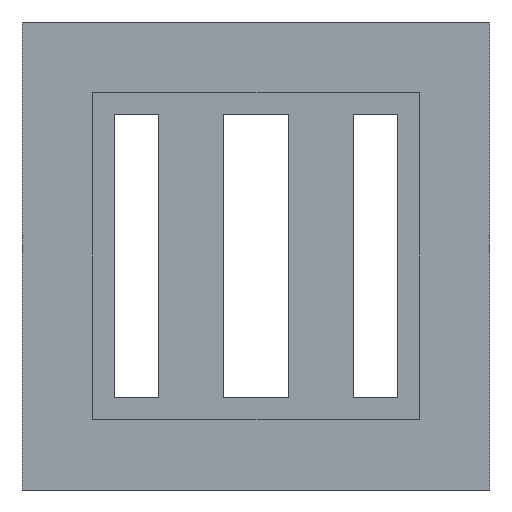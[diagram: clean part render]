
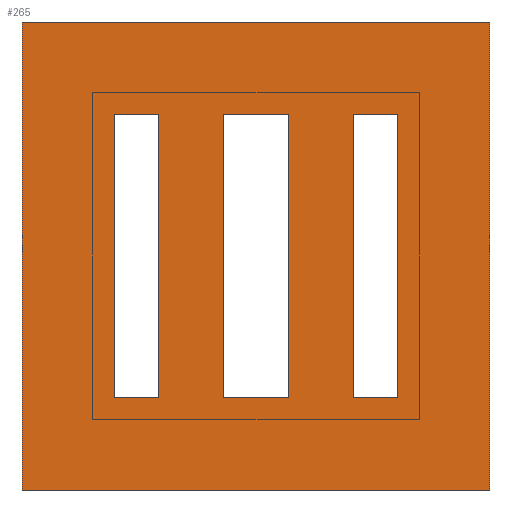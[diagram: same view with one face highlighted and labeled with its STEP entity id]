
A CAD part, front view. The second image highlights one B-rep face of the part: STEP entity #265.
In plain terms, the highlighted planar face has unit normal (0, -1, 0).
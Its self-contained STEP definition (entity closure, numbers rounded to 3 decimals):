
#32 = ORIENTED_EDGE ( 'NONE', *, *, #177, .T. ) ;
#33 = ORIENTED_EDGE ( 'NONE', *, *, #66, .F. ) ;
#34 = EDGE_CURVE ( 'NONE', #144, #178, #443, .T. ) ;
#35 = VERTEX_POINT ( 'NONE', #439 ) ;
#37 = EDGE_CURVE ( 'NONE', #35, #40, #438, .T. ) ;
#38 = ORIENTED_EDGE ( 'NONE', *, *, #37, .F. ) ;
#40 = VERTEX_POINT ( 'NONE', #497 ) ;
#42 = ORIENTED_EDGE ( 'NONE', *, *, #48, .F. ) ;
#43 = VERTEX_POINT ( 'NONE', #495 ) ;
#44 = EDGE_LOOP ( 'NONE', ( #42, #45, #38, #33 ) ) ;
#45 = ORIENTED_EDGE ( 'NONE', *, *, #47, .F. ) ;
#46 = VERTEX_POINT ( 'NONE', #494 ) ;
#47 = EDGE_CURVE ( 'NONE', #40, #46, #493, .T. ) ;
#48 = EDGE_CURVE ( 'NONE', #46, #43, #489, .T. ) ;
#50 = EDGE_CURVE ( 'NONE', #235, #193, #485, .T. ) ;
#51 = ORIENTED_EDGE ( 'NONE', *, *, #50, .T. ) ;
#52 = ORIENTED_EDGE ( 'NONE', *, *, #234, .F. ) ;
#66 = EDGE_CURVE ( 'NONE', #43, #35, #516, .T. ) ;
#127 = VERTEX_POINT ( 'NONE', #617 ) ;
#129 = EDGE_CURVE ( 'NONE', #130, #127, #679, .T. ) ;
#130 = VERTEX_POINT ( 'NONE', #675 ) ;
#136 = EDGE_CURVE ( 'NONE', #137, #138, #664, .T. ) ;
#137 = VERTEX_POINT ( 'NONE', #660 ) ;
#138 = VERTEX_POINT ( 'NONE', #659 ) ;
#143 = EDGE_CURVE ( 'NONE', #144, #145, #654, .T. ) ;
#144 = VERTEX_POINT ( 'NONE', #650 ) ;
#145 = VERTEX_POINT ( 'NONE', #649 ) ;
#175 = VERTEX_POINT ( 'NONE', #713 ) ;
#177 = EDGE_CURVE ( 'NONE', #178, #175, #712, .T. ) ;
#178 = VERTEX_POINT ( 'NONE', #773 ) ;
#190 = VERTEX_POINT ( 'NONE', #753 ) ;
#192 = EDGE_CURVE ( 'NONE', #193, #190, #752, .T. ) ;
#193 = VERTEX_POINT ( 'NONE', #748 ) ;
#234 = EDGE_CURVE ( 'NONE', #235, #236, #813, .T. ) ;
#235 = VERTEX_POINT ( 'NONE', #871 ) ;
#236 = VERTEX_POINT ( 'NONE', #870 ) ;
#247 = EDGE_LOOP ( 'NONE', ( #248, #250, #251, #253 ) ) ;
#248 = ORIENTED_EDGE ( 'NONE', *, *, #249, .F. ) ;
#249 = EDGE_CURVE ( 'NONE', #138, #127, #847, .T. ) ;
#250 = ORIENTED_EDGE ( 'NONE', *, *, #136, .F. ) ;
#251 = ORIENTED_EDGE ( 'NONE', *, *, #252, .T. ) ;
#252 = EDGE_CURVE ( 'NONE', #137, #130, #840, .T. ) ;
#253 = ORIENTED_EDGE ( 'NONE', *, *, #129, .T. ) ;
#254 = EDGE_LOOP ( 'NONE', ( #255, #256, #52, #51 ) ) ;
#255 = ORIENTED_EDGE ( 'NONE', *, *, #192, .T. ) ;
#256 = ORIENTED_EDGE ( 'NONE', *, *, #257, .F. ) ;
#257 = EDGE_CURVE ( 'NONE', #236, #190, #903, .T. ) ;
#265 = ADVANCED_FACE ( 'NONE', ( #884, #883, #882, #881 ), #880, .F. ) ;
#266 = EDGE_LOOP ( 'NONE', ( #267, #269, #270, #32 ) ) ;
#267 = ORIENTED_EDGE ( 'NONE', *, *, #268, .F. ) ;
#268 = EDGE_CURVE ( 'NONE', #145, #175, #878, .T. ) ;
#269 = ORIENTED_EDGE ( 'NONE', *, *, #143, .F. ) ;
#270 = ORIENTED_EDGE ( 'NONE', *, *, #34, .T. ) ;
#435 = DIRECTION ( 'NONE',  ( 0., 0., -1. ) ) ;
#436 = VECTOR ( 'NONE', #435, 1000. ) ;
#437 = CARTESIAN_POINT ( 'NONE',  ( 497.5, 0., -497.5 ) ) ;
#438 = LINE ( 'NONE', #437, #436 ) ;
#439 = CARTESIAN_POINT ( 'NONE',  ( 497.5, 0., 497.5 ) ) ;
#440 = DIRECTION ( 'NONE',  ( -1., 0., 0. ) ) ;
#441 = VECTOR ( 'NONE', #440, 1000. ) ;
#442 = CARTESIAN_POINT ( 'NONE',  ( 1152.69, 0., -301.5 ) ) ;
#443 = LINE ( 'NONE', #442, #441 ) ;
#482 = DIRECTION ( 'NONE',  ( -1., 0., 0. ) ) ;
#483 = VECTOR ( 'NONE', #482, 1000. ) ;
#484 = CARTESIAN_POINT ( 'NONE',  ( 1152.69, 0., -301.5 ) ) ;
#485 = LINE ( 'NONE', #484, #483 ) ;
#486 = DIRECTION ( 'NONE',  ( 0., 0., 1. ) ) ;
#487 = VECTOR ( 'NONE', #486, 1000. ) ;
#488 = CARTESIAN_POINT ( 'NONE',  ( -497.5, 0., -497.5 ) ) ;
#489 = LINE ( 'NONE', #488, #487 ) ;
#490 = DIRECTION ( 'NONE',  ( -1., 0., 0. ) ) ;
#491 = VECTOR ( 'NONE', #490, 1000. ) ;
#492 = CARTESIAN_POINT ( 'NONE',  ( -497.5, 0., -497.5 ) ) ;
#493 = LINE ( 'NONE', #492, #491 ) ;
#494 = CARTESIAN_POINT ( 'NONE',  ( -497.5, 0., -497.5 ) ) ;
#495 = CARTESIAN_POINT ( 'NONE',  ( -497.5, 0., 497.5 ) ) ;
#497 = CARTESIAN_POINT ( 'NONE',  ( 497.5, 0., -497.5 ) ) ;
#513 = DIRECTION ( 'NONE',  ( 1., 0., 0. ) ) ;
#514 = VECTOR ( 'NONE', #513, 1000. ) ;
#515 = CARTESIAN_POINT ( 'NONE',  ( -497.5, 0., 497.5 ) ) ;
#516 = LINE ( 'NONE', #515, #514 ) ;
#617 = CARTESIAN_POINT ( 'NONE',  ( -69.3, 0., 301.5 ) ) ;
#649 = CARTESIAN_POINT ( 'NONE',  ( -207.9, 0., 301.5 ) ) ;
#650 = CARTESIAN_POINT ( 'NONE',  ( -207.9, 0., -301.5 ) ) ;
#651 = DIRECTION ( 'NONE',  ( 0., 0., 1. ) ) ;
#652 = VECTOR ( 'NONE', #651, 1000. ) ;
#653 = CARTESIAN_POINT ( 'NONE',  ( -207.9, 0., -1197.69 ) ) ;
#654 = LINE ( 'NONE', #653, #652 ) ;
#659 = CARTESIAN_POINT ( 'NONE',  ( 69.3, 0., 301.5 ) ) ;
#660 = CARTESIAN_POINT ( 'NONE',  ( 69.3, 0., -301.5 ) ) ;
#661 = DIRECTION ( 'NONE',  ( 0., 0., 1. ) ) ;
#662 = VECTOR ( 'NONE', #661, 1000. ) ;
#663 = CARTESIAN_POINT ( 'NONE',  ( 69.3, 0., -1197.69 ) ) ;
#664 = LINE ( 'NONE', #663, #662 ) ;
#675 = CARTESIAN_POINT ( 'NONE',  ( -69.3, 0., -301.5 ) ) ;
#676 = DIRECTION ( 'NONE',  ( 0., 0., 1. ) ) ;
#677 = VECTOR ( 'NONE', #676, 1000. ) ;
#678 = CARTESIAN_POINT ( 'NONE',  ( -69.3, 0., -1197.69 ) ) ;
#679 = LINE ( 'NONE', #678, #677 ) ;
#711 = CARTESIAN_POINT ( 'NONE',  ( -301.5, 0., -1197.69 ) ) ;
#712 = LINE ( 'NONE', #711, #775 ) ;
#713 = CARTESIAN_POINT ( 'NONE',  ( -301.5, 0., 301.5 ) ) ;
#748 = CARTESIAN_POINT ( 'NONE',  ( 207.9, 0., -301.5 ) ) ;
#749 = DIRECTION ( 'NONE',  ( 0., 0., 1. ) ) ;
#750 = VECTOR ( 'NONE', #749, 1000. ) ;
#751 = CARTESIAN_POINT ( 'NONE',  ( 207.9, 0., -1197.69 ) ) ;
#752 = LINE ( 'NONE', #751, #750 ) ;
#753 = CARTESIAN_POINT ( 'NONE',  ( 207.9, 0., 301.5 ) ) ;
#773 = CARTESIAN_POINT ( 'NONE',  ( -301.5, 0., -301.5 ) ) ;
#774 = DIRECTION ( 'NONE',  ( 0., 0., 1. ) ) ;
#775 = VECTOR ( 'NONE', #774, 1000. ) ;
#807 = DIRECTION ( 'NONE',  ( 0., 0., 1. ) ) ;
#808 = VECTOR ( 'NONE', #807, 1000. ) ;
#809 = CARTESIAN_POINT ( 'NONE',  ( 301.5, 0., -1197.69 ) ) ;
#813 = LINE ( 'NONE', #809, #808 ) ;
#837 = DIRECTION ( 'NONE',  ( -1., 0., 0. ) ) ;
#838 = VECTOR ( 'NONE', #837, 1000. ) ;
#839 = CARTESIAN_POINT ( 'NONE',  ( 1152.69, 0., -301.5 ) ) ;
#840 = LINE ( 'NONE', #839, #838 ) ;
#841 = DIRECTION ( 'NONE',  ( -1., 0., 0. ) ) ;
#842 = VECTOR ( 'NONE', #841, 1000. ) ;
#843 = CARTESIAN_POINT ( 'NONE',  ( 1152.69, 0., 301.5 ) ) ;
#847 = LINE ( 'NONE', #843, #842 ) ;
#870 = CARTESIAN_POINT ( 'NONE',  ( 301.5, 0., 301.5 ) ) ;
#871 = CARTESIAN_POINT ( 'NONE',  ( 301.5, 0., -301.5 ) ) ;
#872 = DIRECTION ( 'NONE',  ( -1., 0., 0. ) ) ;
#873 = VECTOR ( 'NONE', #872, 1000. ) ;
#874 = CARTESIAN_POINT ( 'NONE',  ( 1152.69, 0., 301.5 ) ) ;
#875 = DIRECTION ( 'NONE',  ( 0., 0., 1. ) ) ;
#876 = DIRECTION ( 'NONE',  ( 0., 1., 0. ) ) ;
#877 = AXIS2_PLACEMENT_3D ( 'NONE', #879, #876, #875 ) ;
#878 = LINE ( 'NONE', #874, #873 ) ;
#879 = CARTESIAN_POINT ( 'NONE',  ( 344.5, 0., -344.5 ) ) ;
#880 = PLANE ( 'NONE',  #877 ) ;
#881 = FACE_OUTER_BOUND ( 'NONE', #44, .T. ) ;
#882 = FACE_BOUND ( 'NONE', #254, .T. ) ;
#883 = FACE_BOUND ( 'NONE', #247, .T. ) ;
#884 = FACE_BOUND ( 'NONE', #266, .T. ) ;
#900 = DIRECTION ( 'NONE',  ( -1., 0., 0. ) ) ;
#901 = VECTOR ( 'NONE', #900, 1000. ) ;
#902 = CARTESIAN_POINT ( 'NONE',  ( 1152.69, 0., 301.5 ) ) ;
#903 = LINE ( 'NONE', #902, #901 ) ;
